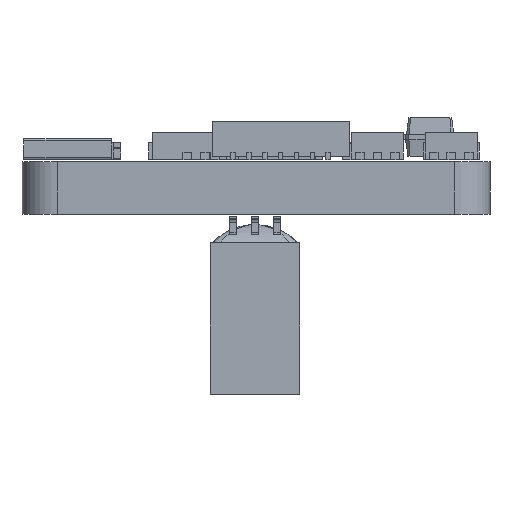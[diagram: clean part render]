
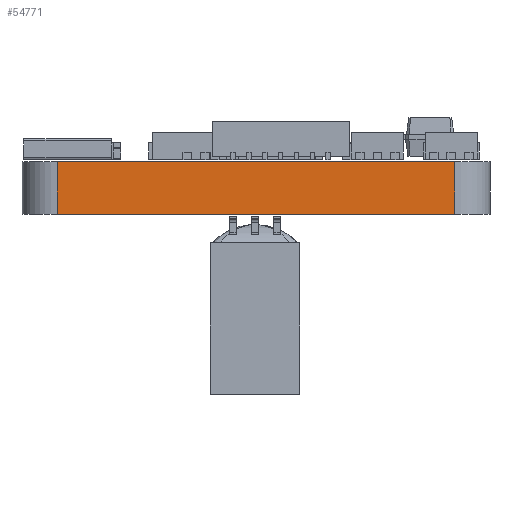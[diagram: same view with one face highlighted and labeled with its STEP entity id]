
A CAD part, left-side view. The second image highlights one B-rep face of the part: STEP entity #54771.
In plain terms, the highlighted planar face has unit normal (-1, 0, 0).
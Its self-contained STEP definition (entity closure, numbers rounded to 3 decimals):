
#54664 = CYLINDRICAL_SURFACE('',#54665,1.);
#54665 = AXIS2_PLACEMENT_3D('',#54666,#54667,#54668);
#54666 = CARTESIAN_POINT('',(50.,-21.,0.));
#54667 = DIRECTION('',(0.,0.,-1.));
#54668 = DIRECTION('',(1.,0.,0.));
#54689 = VERTEX_POINT('',#54690);
#54690 = CARTESIAN_POINT('',(49.,-21.,1.5));
#54705 = PLANE('',#54706);
#54706 = AXIS2_PLACEMENT_3D('',#54707,#54708,#54709);
#54707 = CARTESIAN_POINT('',(57.498,-26.648,1.5));
#54708 = DIRECTION('',(0.,0.,1.));
#54709 = DIRECTION('',(1.,0.,0.));
#54717 = EDGE_CURVE('',#54718,#54689,#54720,.T.);
#54718 = VERTEX_POINT('',#54719);
#54719 = CARTESIAN_POINT('',(49.,-21.,0.));
#54720 = SURFACE_CURVE('',#54721,(#54725,#54732),.PCURVE_S1.);
#54721 = LINE('',#54722,#54723);
#54722 = CARTESIAN_POINT('',(49.,-21.,0.));
#54723 = VECTOR('',#54724,1.);
#54724 = DIRECTION('',(0.,0.,1.));
#54725 = PCURVE('',#54664,#54726);
#54726 = DEFINITIONAL_REPRESENTATION('',(#54727),#54731);
#54727 = LINE('',#54728,#54729);
#54728 = CARTESIAN_POINT('',(-3.142,0.));
#54729 = VECTOR('',#54730,1.);
#54730 = DIRECTION('',(0.,-1.));
#54731 = ( GEOMETRIC_REPRESENTATION_CONTEXT(2) 
PARAMETRIC_REPRESENTATION_CONTEXT() REPRESENTATION_CONTEXT('2D SPACE',''
  ) );
#54732 = PCURVE('',#54733,#54738);
#54733 = PLANE('',#54734);
#54734 = AXIS2_PLACEMENT_3D('',#54735,#54736,#54737);
#54735 = CARTESIAN_POINT('',(49.,-21.,0.));
#54736 = DIRECTION('',(1.,0.,0.));
#54737 = DIRECTION('',(0.,-1.,0.));
#54738 = DEFINITIONAL_REPRESENTATION('',(#54739),#54743);
#54739 = LINE('',#54740,#54741);
#54740 = CARTESIAN_POINT('',(0.,0.));
#54741 = VECTOR('',#54742,1.);
#54742 = DIRECTION('',(0.,-1.));
#54743 = ( GEOMETRIC_REPRESENTATION_CONTEXT(2) 
PARAMETRIC_REPRESENTATION_CONTEXT() REPRESENTATION_CONTEXT('2D SPACE',''
  ) );
#54760 = PLANE('',#54761);
#54761 = AXIS2_PLACEMENT_3D('',#54762,#54763,#54764);
#54762 = CARTESIAN_POINT('',(57.498,-26.648,0.));
#54763 = DIRECTION('',(0.,0.,1.));
#54764 = DIRECTION('',(1.,0.,0.));
#54771 = ADVANCED_FACE('',(#54772),#54733,.F.);
#54772 = FACE_BOUND('',#54773,.F.);
#54773 = EDGE_LOOP('',(#54774,#54775,#54798,#54826));
#54774 = ORIENTED_EDGE('',*,*,#54717,.T.);
#54775 = ORIENTED_EDGE('',*,*,#54776,.T.);
#54776 = EDGE_CURVE('',#54689,#54777,#54779,.T.);
#54777 = VERTEX_POINT('',#54778);
#54778 = CARTESIAN_POINT('',(49.,-32.3,1.5));
#54779 = SURFACE_CURVE('',#54780,(#54784,#54791),.PCURVE_S1.);
#54780 = LINE('',#54781,#54782);
#54781 = CARTESIAN_POINT('',(49.,-21.,1.5));
#54782 = VECTOR('',#54783,1.);
#54783 = DIRECTION('',(0.,-1.,0.));
#54784 = PCURVE('',#54733,#54785);
#54785 = DEFINITIONAL_REPRESENTATION('',(#54786),#54790);
#54786 = LINE('',#54787,#54788);
#54787 = CARTESIAN_POINT('',(0.,-1.5));
#54788 = VECTOR('',#54789,1.);
#54789 = DIRECTION('',(1.,0.));
#54790 = ( GEOMETRIC_REPRESENTATION_CONTEXT(2) 
PARAMETRIC_REPRESENTATION_CONTEXT() REPRESENTATION_CONTEXT('2D SPACE',''
  ) );
#54791 = PCURVE('',#54705,#54792);
#54792 = DEFINITIONAL_REPRESENTATION('',(#54793),#54797);
#54793 = LINE('',#54794,#54795);
#54794 = CARTESIAN_POINT('',(-8.498,5.648));
#54795 = VECTOR('',#54796,1.);
#54796 = DIRECTION('',(0.,-1.));
#54797 = ( GEOMETRIC_REPRESENTATION_CONTEXT(2) 
PARAMETRIC_REPRESENTATION_CONTEXT() REPRESENTATION_CONTEXT('2D SPACE',''
  ) );
#54798 = ORIENTED_EDGE('',*,*,#54799,.F.);
#54799 = EDGE_CURVE('',#54800,#54777,#54802,.T.);
#54800 = VERTEX_POINT('',#54801);
#54801 = CARTESIAN_POINT('',(49.,-32.3,0.));
#54802 = SURFACE_CURVE('',#54803,(#54807,#54814),.PCURVE_S1.);
#54803 = LINE('',#54804,#54805);
#54804 = CARTESIAN_POINT('',(49.,-32.3,0.));
#54805 = VECTOR('',#54806,1.);
#54806 = DIRECTION('',(0.,0.,1.));
#54807 = PCURVE('',#54733,#54808);
#54808 = DEFINITIONAL_REPRESENTATION('',(#54809),#54813);
#54809 = LINE('',#54810,#54811);
#54810 = CARTESIAN_POINT('',(11.3,0.));
#54811 = VECTOR('',#54812,1.);
#54812 = DIRECTION('',(0.,-1.));
#54813 = ( GEOMETRIC_REPRESENTATION_CONTEXT(2) 
PARAMETRIC_REPRESENTATION_CONTEXT() REPRESENTATION_CONTEXT('2D SPACE',''
  ) );
#54814 = PCURVE('',#54815,#54820);
#54815 = CYLINDRICAL_SURFACE('',#54816,1.);
#54816 = AXIS2_PLACEMENT_3D('',#54817,#54818,#54819);
#54817 = CARTESIAN_POINT('',(50.,-32.3,0.));
#54818 = DIRECTION('',(0.,0.,-1.));
#54819 = DIRECTION('',(1.,0.,0.));
#54820 = DEFINITIONAL_REPRESENTATION('',(#54821),#54825);
#54821 = LINE('',#54822,#54823);
#54822 = CARTESIAN_POINT('',(-3.142,0.));
#54823 = VECTOR('',#54824,1.);
#54824 = DIRECTION('',(0.,-1.));
#54825 = ( GEOMETRIC_REPRESENTATION_CONTEXT(2) 
PARAMETRIC_REPRESENTATION_CONTEXT() REPRESENTATION_CONTEXT('2D SPACE',''
  ) );
#54826 = ORIENTED_EDGE('',*,*,#54827,.F.);
#54827 = EDGE_CURVE('',#54718,#54800,#54828,.T.);
#54828 = SURFACE_CURVE('',#54829,(#54833,#54840),.PCURVE_S1.);
#54829 = LINE('',#54830,#54831);
#54830 = CARTESIAN_POINT('',(49.,-21.,0.));
#54831 = VECTOR('',#54832,1.);
#54832 = DIRECTION('',(0.,-1.,0.));
#54833 = PCURVE('',#54733,#54834);
#54834 = DEFINITIONAL_REPRESENTATION('',(#54835),#54839);
#54835 = LINE('',#54836,#54837);
#54836 = CARTESIAN_POINT('',(0.,0.));
#54837 = VECTOR('',#54838,1.);
#54838 = DIRECTION('',(1.,0.));
#54839 = ( GEOMETRIC_REPRESENTATION_CONTEXT(2) 
PARAMETRIC_REPRESENTATION_CONTEXT() REPRESENTATION_CONTEXT('2D SPACE',''
  ) );
#54840 = PCURVE('',#54760,#54841);
#54841 = DEFINITIONAL_REPRESENTATION('',(#54842),#54846);
#54842 = LINE('',#54843,#54844);
#54843 = CARTESIAN_POINT('',(-8.498,5.648));
#54844 = VECTOR('',#54845,1.);
#54845 = DIRECTION('',(0.,-1.));
#54846 = ( GEOMETRIC_REPRESENTATION_CONTEXT(2) 
PARAMETRIC_REPRESENTATION_CONTEXT() REPRESENTATION_CONTEXT('2D SPACE',''
  ) );
